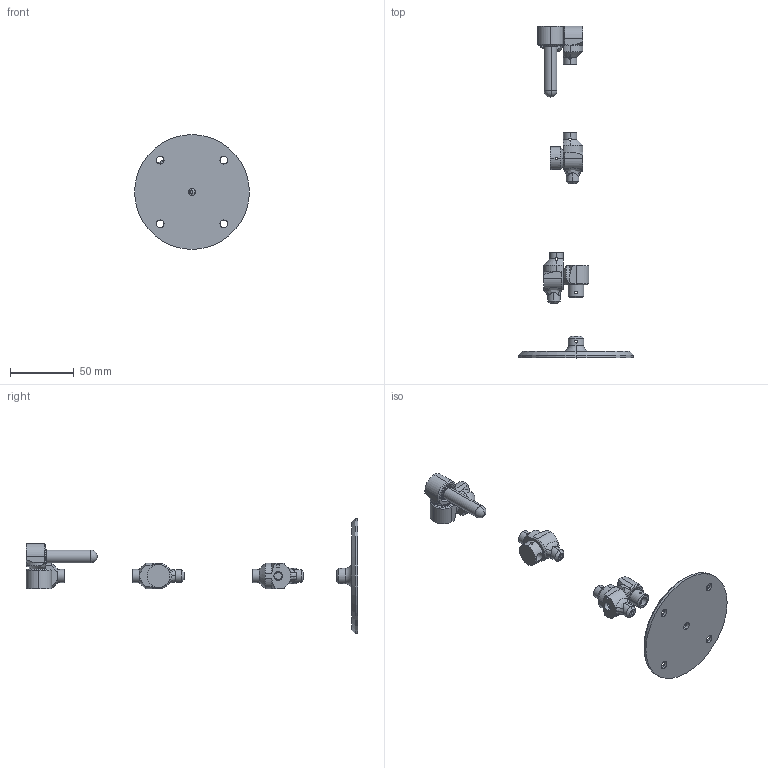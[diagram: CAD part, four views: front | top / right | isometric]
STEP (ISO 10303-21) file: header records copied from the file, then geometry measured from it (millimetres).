
FILE_DESCRIPTION (( 'STEP AP214' ), '1' );
FILE_NAME ('HandTool_Assembly.STEP', '2025-10-27T14:40:11', ( '' ), ( '' ), 'SwSTEP 2.0', 'SolidWorks 2025', '' );
FILE_SCHEMA (( 'AUTOMOTIVE_DESIGN' ));
Length unit declared in the file: millimetre
Products named in the file (8): HandTool_Assembly; JointHousing_Stick; Base; JointHousing_J3bottom; JointHousing_J1bottom; JointHousing_J2_J3_Counterweight; JointHousing_J2_J3; JointHousing_J1top_J5_J6
Assembly tree (10 placements, depth 2):
  HandTool_Assembly
    Base
    JointHousing_J1bottom
    JointHousing_J1top_J5_J6  x3
    JointHousing_J2_J3_Counterweight  x2
    JointHousing_J3bottom
    JointHousing_J2_J3
    JointHousing_Stick
Bounding box: 90 x 260 x 90 mm (x, y, z)
Volume: 59274.9 mm3; surface area: 37258.9 mm2
Topology: 10 solids, 10 shells, 1159 faces, 3010 edges, 1893 vertices
Faces by surface type: plane 651, cylinder 291, cone 201, bspline 12, torus 2, sphere 2
Entity records: 24168 total; most frequent: CARTESIAN_POINT 5923, ORIENTED_EDGE 3852, DIRECTION 3617, EDGE_CURVE 1926, AXIS2_PLACEMENT_3D 1226, VERTEX_POINT 1210, LINE 1165, VECTOR 1165
